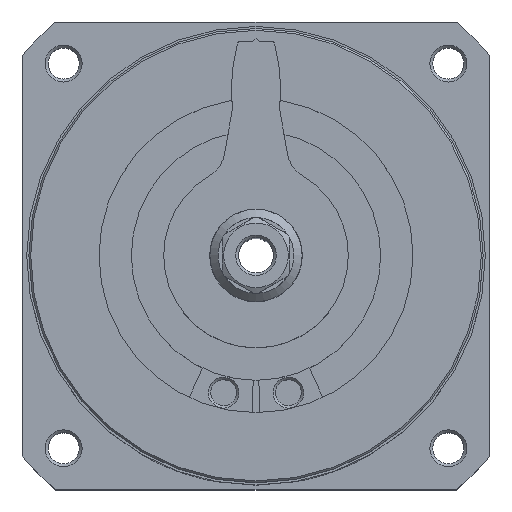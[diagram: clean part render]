
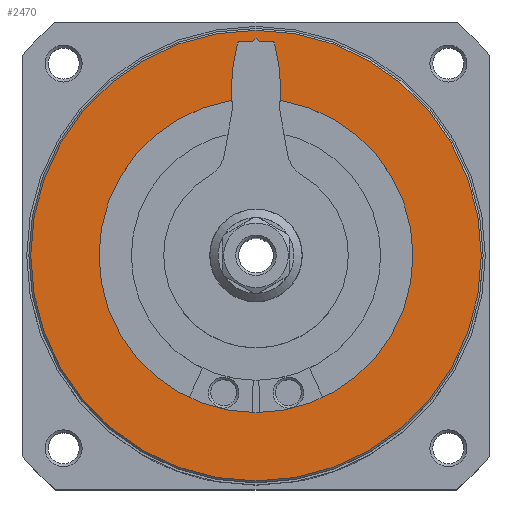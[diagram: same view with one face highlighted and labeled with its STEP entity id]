
A CAD part, top view. The second image highlights one B-rep face of the part: STEP entity #2470.
In plain terms, the highlighted face is planar.
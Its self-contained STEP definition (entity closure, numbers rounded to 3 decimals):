
#468=ORIENTED_EDGE('',*,*,#1025,.F.);
#469=ORIENTED_EDGE('',*,*,#1026,.T.);
#1025=EDGE_CURVE('',#1314,#1314,#1551,.T.);
#1026=EDGE_CURVE('',#1315,#1315,#1552,.T.);
#1314=VERTEX_POINT('',#4066);
#1315=VERTEX_POINT('',#4068);
#1551=CIRCLE('',#2730,73.2);
#1552=CIRCLE('',#2731,51.);
#1755=EDGE_LOOP('',(#468));
#1756=EDGE_LOOP('',(#469));
#2093=FACE_BOUND('',#1755,.T.);
#2094=FACE_BOUND('',#1756,.T.);
#2392=PLANE('',#2729);
#2470=ADVANCED_FACE('',(#2093,#2094),#2392,.F.);
#2729=AXIS2_PLACEMENT_3D('',#4064,#3184,#3185);
#2730=AXIS2_PLACEMENT_3D('',#4065,#3186,#3187);
#2731=AXIS2_PLACEMENT_3D('',#4067,#3188,#3189);
#3184=DIRECTION('',(1.,0.,0.));
#3185=DIRECTION('',(0.,0.,-1.));
#3186=DIRECTION('',(1.,0.,0.));
#3187=DIRECTION('',(0.,0.,-1.));
#3188=DIRECTION('',(1.,0.,0.));
#3189=DIRECTION('',(0.,0.,-1.));
#4064=CARTESIAN_POINT('',(-84.,0.,0.));
#4065=CARTESIAN_POINT('',(-84.,0.,0.));
#4066=CARTESIAN_POINT('',(-84.,0.,-73.2));
#4067=CARTESIAN_POINT('',(-84.,0.,0.));
#4068=CARTESIAN_POINT('',(-84.,0.,-51.));
